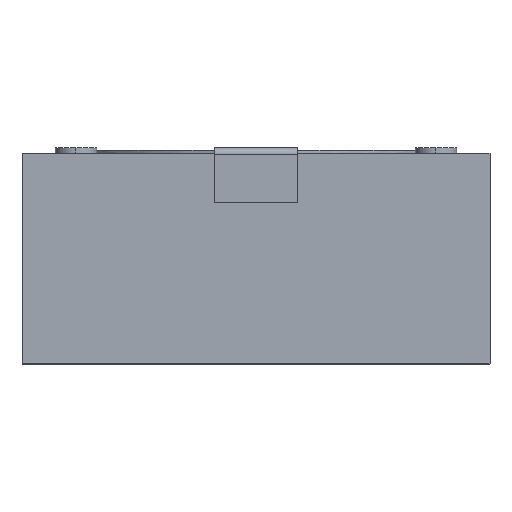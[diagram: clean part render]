
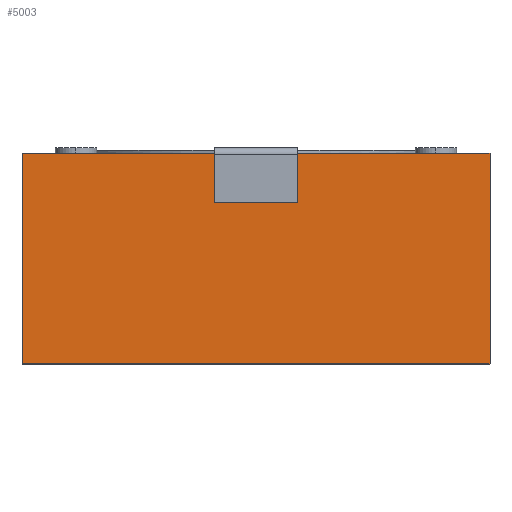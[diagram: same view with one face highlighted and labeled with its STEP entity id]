
A CAD part, top view. The second image highlights one B-rep face of the part: STEP entity #5003.
In plain terms, the highlighted planar face has unit normal (0, 0, 1).
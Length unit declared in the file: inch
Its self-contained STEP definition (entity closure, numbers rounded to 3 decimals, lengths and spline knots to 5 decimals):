
#4 = EDGE_CURVE ( 'NONE', #3920, #4275, #7127, .T. ) ;
#204 = CARTESIAN_POINT ( 'NONE',  ( -0.33268, 0.29921, 0.33268 ) ) ;
#305 = LINE ( 'NONE', #2636, #6626 ) ;
#326 = VECTOR ( 'NONE', #5714, 39.37008 ) ;
#371 = FACE_OUTER_BOUND ( 'NONE', #2996, .T. ) ;
#389 = CARTESIAN_POINT ( 'NONE',  ( -0.33268, 0.29921, 0.33268 ) ) ;
#453 = ORIENTED_EDGE ( 'NONE', *, *, #6527, .F. ) ;
#484 = DIRECTION ( 'NONE',  ( -1., 0., 0. ) ) ;
#651 = ORIENTED_EDGE ( 'NONE', *, *, #7423, .F. ) ;
#842 = CARTESIAN_POINT ( 'NONE',  ( -0.05906, 0.22835, 0.33268 ) ) ;
#906 = DIRECTION ( 'NONE',  ( 1., 0., 0. ) ) ;
#929 = CARTESIAN_POINT ( 'NONE',  ( -0.05906, 0.29921, 0.33268 ) ) ;
#1055 = DIRECTION ( 'NONE',  ( 0., 0., -1. ) ) ;
#1096 = VERTEX_POINT ( 'NONE', #3470 ) ;
#1184 = DIRECTION ( 'NONE',  ( 1., 0., 0. ) ) ;
#1232 = LINE ( 'NONE', #5833, #1788 ) ;
#1626 = ORIENTED_EDGE ( 'NONE', *, *, #3533, .F. ) ;
#1681 = VERTEX_POINT ( 'NONE', #2332 ) ;
#1788 = VECTOR ( 'NONE', #7010, 39.37008 ) ;
#1821 = LINE ( 'NONE', #204, #3142 ) ;
#2063 = DIRECTION ( 'NONE',  ( 0., -1., 0. ) ) ;
#2262 = DIRECTION ( 'NONE',  ( 1., 0., 0. ) ) ;
#2288 = AXIS2_PLACEMENT_3D ( 'NONE', #6871, #1055, #484 ) ;
#2332 = CARTESIAN_POINT ( 'NONE',  ( -0.05906, 0.29921, 0.33268 ) ) ;
#2408 = LINE ( 'NONE', #6347, #5957 ) ;
#2424 = EDGE_CURVE ( 'NONE', #3571, #1681, #3579, .T. ) ;
#2530 = ORIENTED_EDGE ( 'NONE', *, *, #4909, .F. ) ;
#2636 = CARTESIAN_POINT ( 'NONE',  ( 0.33268, 0.29921, 0.33268 ) ) ;
#2996 = EDGE_LOOP ( 'NONE', ( #3410, #453, #6149, #1626, #3585, #3043, #651, #2530 ) ) ;
#3043 = ORIENTED_EDGE ( 'NONE', *, *, #4578, .T. ) ;
#3142 = VECTOR ( 'NONE', #906, 39.37008 ) ;
#3291 = DIRECTION ( 'NONE',  ( 0., 1., 0. ) ) ;
#3410 = ORIENTED_EDGE ( 'NONE', *, *, #4, .F. ) ;
#3470 = CARTESIAN_POINT ( 'NONE',  ( 0.33268, 0.29921, 0.33268 ) ) ;
#3533 = EDGE_CURVE ( 'NONE', #5932, #1681, #2408, .T. ) ;
#3571 = VERTEX_POINT ( 'NONE', #842 ) ;
#3579 = LINE ( 'NONE', #929, #7342 ) ;
#3585 = ORIENTED_EDGE ( 'NONE', *, *, #6413, .T. ) ;
#3689 = CARTESIAN_POINT ( 'NONE',  ( 0.33268, 0., 0.33268 ) ) ;
#3693 = VECTOR ( 'NONE', #5449, 39.37008 ) ;
#3723 = VECTOR ( 'NONE', #2262, 39.37008 ) ;
#3757 = CARTESIAN_POINT ( 'NONE',  ( -0.33268, 0., 0.33268 ) ) ;
#3920 = VERTEX_POINT ( 'NONE', #5463 ) ;
#4275 = VERTEX_POINT ( 'NONE', #7211 ) ;
#4578 = EDGE_CURVE ( 'NONE', #4651, #5739, #5765, .T. ) ;
#4651 = VERTEX_POINT ( 'NONE', #3757 ) ;
#4909 = EDGE_CURVE ( 'NONE', #4275, #1096, #1821, .T. ) ;
#5003 = ADVANCED_FACE ( 'NONE', ( #371 ), #7111, .F. ) ;
#5449 = DIRECTION ( 'NONE',  ( 0., 1., 0. ) ) ;
#5463 = CARTESIAN_POINT ( 'NONE',  ( 0.05906, 0.22835, 0.33268 ) ) ;
#5643 = LINE ( 'NONE', #5679, #326 ) ;
#5679 = CARTESIAN_POINT ( 'NONE',  ( -0.33268, 0.22835, 0.33268 ) ) ;
#5714 = DIRECTION ( 'NONE',  ( 1., 0., 0. ) ) ;
#5739 = VERTEX_POINT ( 'NONE', #3689 ) ;
#5765 = LINE ( 'NONE', #7446, #3723 ) ;
#5833 = CARTESIAN_POINT ( 'NONE',  ( -0.33268, 0.29921, 0.33268 ) ) ;
#5932 = VERTEX_POINT ( 'NONE', #389 ) ;
#5957 = VECTOR ( 'NONE', #1184, 39.37008 ) ;
#6149 = ORIENTED_EDGE ( 'NONE', *, *, #2424, .T. ) ;
#6347 = CARTESIAN_POINT ( 'NONE',  ( -0.33268, 0.29921, 0.33268 ) ) ;
#6413 = EDGE_CURVE ( 'NONE', #5932, #4651, #1232, .T. ) ;
#6527 = EDGE_CURVE ( 'NONE', #3571, #3920, #5643, .T. ) ;
#6626 = VECTOR ( 'NONE', #2063, 39.37008 ) ;
#6871 = CARTESIAN_POINT ( 'NONE',  ( -0.33268, 0.29921, 0.33268 ) ) ;
#7010 = DIRECTION ( 'NONE',  ( 0., -1., 0. ) ) ;
#7111 = PLANE ( 'NONE',  #2288 ) ;
#7127 = LINE ( 'NONE', #7164, #3693 ) ;
#7164 = CARTESIAN_POINT ( 'NONE',  ( 0.05906, 0.29921, 0.33268 ) ) ;
#7211 = CARTESIAN_POINT ( 'NONE',  ( 0.05906, 0.29921, 0.33268 ) ) ;
#7342 = VECTOR ( 'NONE', #3291, 39.37008 ) ;
#7423 = EDGE_CURVE ( 'NONE', #1096, #5739, #305, .T. ) ;
#7446 = CARTESIAN_POINT ( 'NONE',  ( -0.33268, 0., 0.33268 ) ) ;
